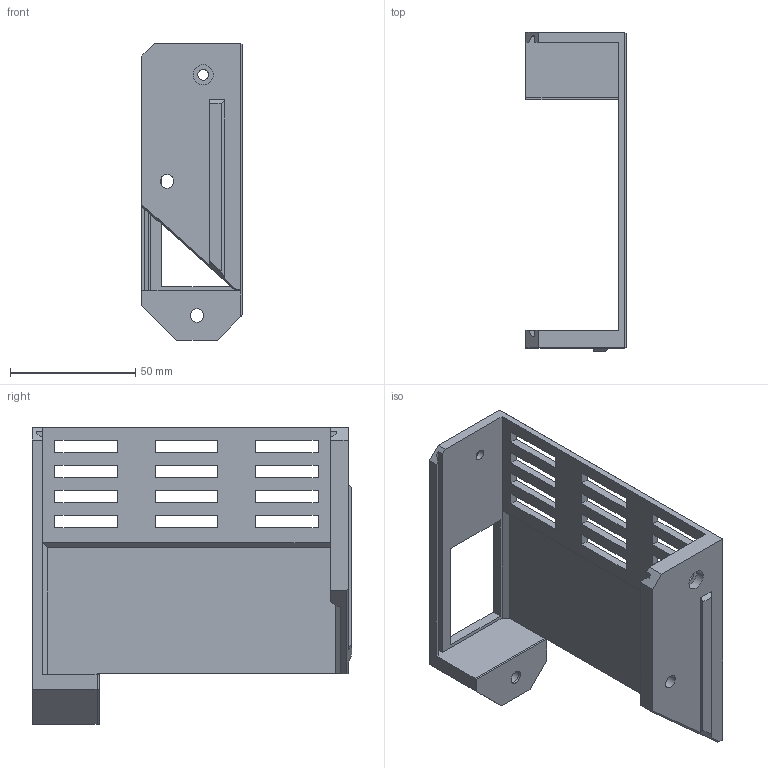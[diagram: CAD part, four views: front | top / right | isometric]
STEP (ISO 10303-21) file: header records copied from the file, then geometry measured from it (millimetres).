
FILE_DESCRIPTION(/* description */ (''),/* implementation_level */ '2;1');
FILE_NAME(/* name */ 'MB-PSU-bottom-bracket.step',/* time_stamp */ '2023-04-15T00:51:16+02:00',/* author */ (''),/* organization */ (''),/* preprocessor_version */ 'ST-DEVELOPER v19.2',/* originating_system */ 'Autodesk Translation Framework v12.4.0.73',/* authorisation */ '');
FILE_SCHEMA (('AUTOMOTIVE_DESIGN { 1 0 10303 214 3 1 1 }'));
Length unit declared in the file: millimetre
Products named in the file (1): MB-PSU-bottom-bracket
Bounding box: 40 x 127.4 x 118.5 mm (x, y, z)
Volume: 61728 mm3; surface area: 43865.9 mm2
Topology: 2 solids, 2 shells, 127 faces, 344 edges, 225 vertices
Faces by surface type: plane 112, cylinder 11, cone 4
Full cylindrical faces by diameter (mm): 4.3 x2, 5.4 x3, 8 x2, 10 x2
Entity records: 4024 total; most frequent: CARTESIAN_POINT 697, ORIENTED_EDGE 688, DIRECTION 626, EDGE_CURVE 344, LINE 318, VECTOR 318, VERTEX_POINT 225, EDGE_LOOP 167
